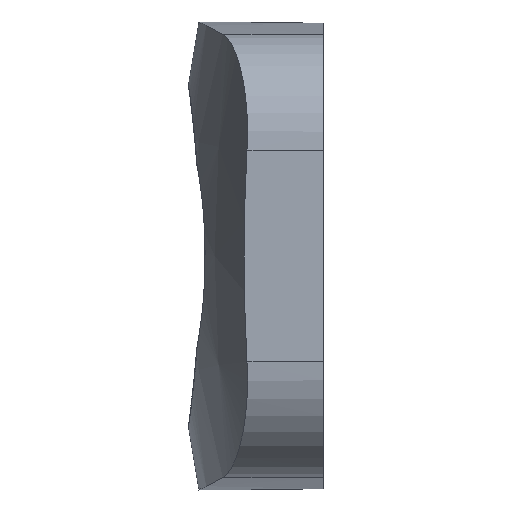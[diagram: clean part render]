
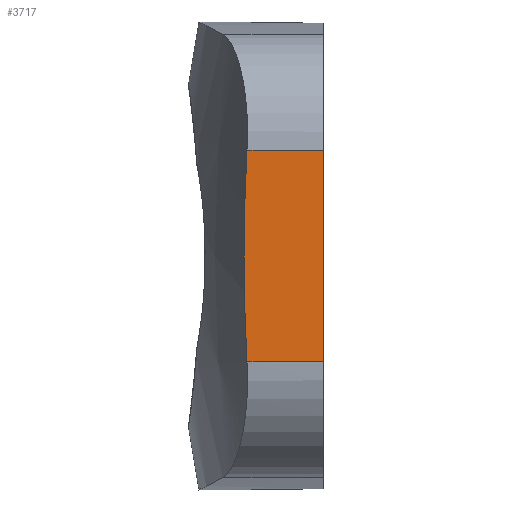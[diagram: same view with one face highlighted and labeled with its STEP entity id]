
A CAD part, left-side view. The second image highlights one B-rep face of the part: STEP entity #3717.
In plain terms, the highlighted planar face has unit normal (-1, 0, 0).
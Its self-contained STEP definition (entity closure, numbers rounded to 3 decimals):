
#3403=CARTESIAN_POINT('POINT193',(0.,0.,
   -22.916));
#3404=VERTEX_POINT('VERTEX193',#3403);
#3468=CARTESIAN_POINT('POINT200',(0.,0.,
   22.916));
#3469=VERTEX_POINT('VERTEX200',#3468);
#3477=CARTESIAN_POINT('POS397',(0.,0.,0.)
   );
#3478=DIRECTION('DIR626',(0.,0.,1.));
#3479=VECTOR('VEC168',#3478,1.);
#3480=LINE('STRAIGHT168',#3477,#3479);
#3481=EDGE_CURVE('EDGE302',#3469,#3404,#3480,.F.);
#3686=CARTESIAN_POINT('POINT220',(0.,16.582,
   -22.916));
#3687=VERTEX_POINT('VERTEX220',#3686);
#3688=CARTESIAN_POINT('POINT221',(0.,
   16.582,22.916));
#3689=VERTEX_POINT('VERTEX221',#3688);
#3690=CARTESIAN_POINT('POS412',(0.,-363.65,
   0.));
#3691=DIRECTION('DIR654',(1.,0.,0.));
#3692=DIRECTION('DIR655',(0.,0.998,
   -0.06));
#3693=AXIS2_PLACEMENT_3D('AXIS243',#3690,#3691,#3692);
#3694=CIRCLE('ELLIPSE140',#3693,380.922);
#3695=EDGE_CURVE('EDGE322',#3687,#3689,#3694,.T.);
#3696=ORIENTED_EDGE('COEDGE616',*,*,#3695,.F.);
#3697=CARTESIAN_POINT('POS413',(0.,4.363,
   -22.916));
#3698=DIRECTION('DIR656',(0.,1.,
   0.));
#3699=VECTOR('VEC170',#3698,1.);
#3700=LINE('STRAIGHT170',#3697,#3699);
#3701=EDGE_CURVE('EDGE323',#3404,#3687,#3700,.T.);
#3702=ORIENTED_EDGE('COEDGE617',*,*,#3701,.F.);
#3703=ORIENTED_EDGE('COEDGE618',*,*,#3481,.F.);
#3704=CARTESIAN_POINT('POS414',(0.,17.454,
   22.916));
#3705=DIRECTION('DIR657',(0.,-1.,
   0.));
#3706=VECTOR('VEC171',#3705,1.);
#3707=LINE('STRAIGHT171',#3704,#3706);
#3708=EDGE_CURVE('EDGE324',#3689,#3469,#3707,.T.);
#3709=ORIENTED_EDGE('COEDGE619',*,*,#3708,.F.);
#3710=EDGE_LOOP('NONE',(#3696,#3702,#3703,#3709));
#3711=FACE_BOUND('LOOP1',#3710,.T.);
#3712=CARTESIAN_POINT('POS415',(0.,0.,0.));
#3713=DIRECTION('DIR658',(1.,0.,0.));
#3714=DIRECTION('DIR659',(0.,1.,0.));
#3715=AXIS2_PLACEMENT_3D('AXIS244',#3712,#3713,#3714);
#3716=PLANE('PLANE40',#3715);
#3717=ADVANCED_FACE('FACE110',(#3711),#3716,.F.);
